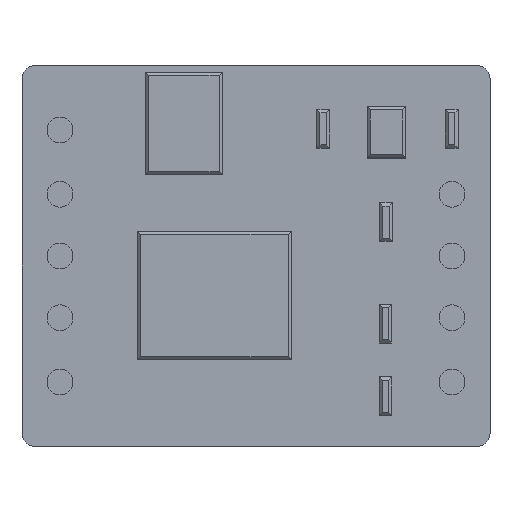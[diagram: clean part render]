
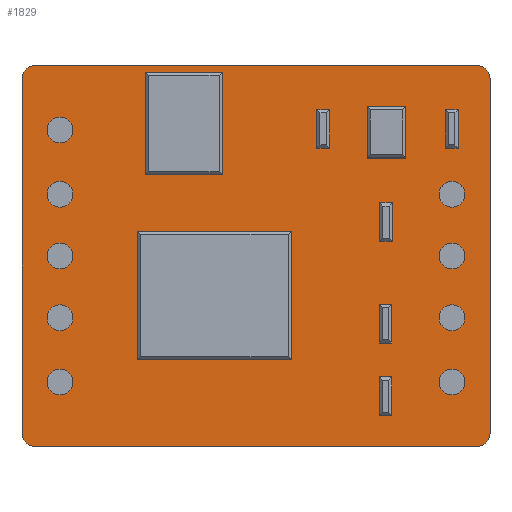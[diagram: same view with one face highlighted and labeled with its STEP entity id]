
A CAD part, top view. The second image highlights one B-rep face of the part: STEP entity #1829.
In plain terms, the highlighted planar face has unit normal (0, 0, 1).
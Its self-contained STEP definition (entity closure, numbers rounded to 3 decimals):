
#67=FACE_BOUND('',#325,.T.);
#68=FACE_BOUND('',#326,.T.);
#69=FACE_BOUND('',#327,.T.);
#70=FACE_BOUND('',#328,.T.);
#71=FACE_BOUND('',#329,.T.);
#72=FACE_BOUND('',#330,.T.);
#73=FACE_BOUND('',#331,.T.);
#74=FACE_BOUND('',#332,.T.);
#75=FACE_BOUND('',#333,.T.);
#81=PLANE('',#2012);
#189=FACE_OUTER_BOUND('',#324,.T.);
#324=EDGE_LOOP('',(#1380,#1381,#1382,#1383,#1384,#1385,#1386,#1387));
#325=EDGE_LOOP('',(#1388));
#326=EDGE_LOOP('',(#1389));
#327=EDGE_LOOP('',(#1390));
#328=EDGE_LOOP('',(#1391));
#329=EDGE_LOOP('',(#1392));
#330=EDGE_LOOP('',(#1393));
#331=EDGE_LOOP('',(#1394));
#332=EDGE_LOOP('',(#1395));
#333=EDGE_LOOP('',(#1396));
#445=LINE('',#2698,#648);
#451=LINE('',#2736,#654);
#454=LINE('',#2744,#657);
#465=LINE('',#2786,#668);
#648=VECTOR('',#2152,10.);
#654=VECTOR('',#2190,10.);
#657=VECTOR('',#2199,10.);
#668=VECTOR('',#2252,10.);
#847=CIRCLE('',#1969,0.5);
#861=CIRCLE('',#1986,0.5);
#862=CIRCLE('',#1989,0.5);
#863=CIRCLE('',#1992,0.5);
#864=CIRCLE('',#1994,0.5);
#865=CIRCLE('',#1996,0.5);
#866=CIRCLE('',#1998,0.5);
#867=CIRCLE('',#2000,0.5);
#868=CIRCLE('',#2002,0.5);
#869=CIRCLE('',#2004,0.5);
#870=CIRCLE('',#2006,0.5);
#871=CIRCLE('',#2008,0.5);
#872=CIRCLE('',#2010,0.5);
#891=VERTEX_POINT('',#2685);
#892=VERTEX_POINT('',#2686);
#896=VERTEX_POINT('',#2696);
#911=VERTEX_POINT('',#2730);
#912=VERTEX_POINT('',#2734);
#913=VERTEX_POINT('',#2738);
#914=VERTEX_POINT('',#2742);
#915=VERTEX_POINT('',#2746);
#916=VERTEX_POINT('',#2750);
#917=VERTEX_POINT('',#2754);
#918=VERTEX_POINT('',#2758);
#919=VERTEX_POINT('',#2762);
#920=VERTEX_POINT('',#2766);
#921=VERTEX_POINT('',#2770);
#922=VERTEX_POINT('',#2774);
#923=VERTEX_POINT('',#2778);
#924=VERTEX_POINT('',#2782);
#1048=EDGE_CURVE('',#891,#892,#847,.T.);
#1054=EDGE_CURVE('',#891,#896,#445,.T.);
#1070=EDGE_CURVE('',#911,#896,#861,.T.);
#1073=EDGE_CURVE('',#911,#912,#451,.T.);
#1074=EDGE_CURVE('',#913,#912,#862,.T.);
#1077=EDGE_CURVE('',#913,#914,#454,.T.);
#1078=EDGE_CURVE('',#915,#914,#863,.T.);
#1080=EDGE_CURVE('',#916,#916,#864,.T.);
#1082=EDGE_CURVE('',#917,#917,#865,.T.);
#1084=EDGE_CURVE('',#918,#918,#866,.T.);
#1086=EDGE_CURVE('',#919,#919,#867,.T.);
#1088=EDGE_CURVE('',#920,#920,#868,.T.);
#1090=EDGE_CURVE('',#921,#921,#869,.T.);
#1092=EDGE_CURVE('',#922,#922,#870,.T.);
#1094=EDGE_CURVE('',#923,#923,#871,.T.);
#1096=EDGE_CURVE('',#924,#924,#872,.T.);
#1098=EDGE_CURVE('',#915,#892,#465,.T.);
#1380=ORIENTED_EDGE('',*,*,#1048,.F.);
#1381=ORIENTED_EDGE('',*,*,#1054,.T.);
#1382=ORIENTED_EDGE('',*,*,#1070,.F.);
#1383=ORIENTED_EDGE('',*,*,#1073,.T.);
#1384=ORIENTED_EDGE('',*,*,#1074,.F.);
#1385=ORIENTED_EDGE('',*,*,#1077,.T.);
#1386=ORIENTED_EDGE('',*,*,#1078,.F.);
#1387=ORIENTED_EDGE('',*,*,#1098,.T.);
#1388=ORIENTED_EDGE('',*,*,#1096,.T.);
#1389=ORIENTED_EDGE('',*,*,#1094,.T.);
#1390=ORIENTED_EDGE('',*,*,#1092,.T.);
#1391=ORIENTED_EDGE('',*,*,#1090,.T.);
#1392=ORIENTED_EDGE('',*,*,#1088,.T.);
#1393=ORIENTED_EDGE('',*,*,#1086,.T.);
#1394=ORIENTED_EDGE('',*,*,#1084,.T.);
#1395=ORIENTED_EDGE('',*,*,#1082,.T.);
#1396=ORIENTED_EDGE('',*,*,#1080,.T.);
#1829=ADVANCED_FACE('',(#189,#67,#68,#69,#70,#71,#72,#73,#74,#75),#81,.T.);
#1969=AXIS2_PLACEMENT_3D('',#2687,#2142,#2143);
#1986=AXIS2_PLACEMENT_3D('',#2731,#2184,#2185);
#1989=AXIS2_PLACEMENT_3D('',#2739,#2193,#2194);
#1992=AXIS2_PLACEMENT_3D('',#2747,#2202,#2203);
#1994=AXIS2_PLACEMENT_3D('',#2751,#2207,#2208);
#1996=AXIS2_PLACEMENT_3D('',#2755,#2212,#2213);
#1998=AXIS2_PLACEMENT_3D('',#2759,#2217,#2218);
#2000=AXIS2_PLACEMENT_3D('',#2763,#2222,#2223);
#2002=AXIS2_PLACEMENT_3D('',#2767,#2227,#2228);
#2004=AXIS2_PLACEMENT_3D('',#2771,#2232,#2233);
#2006=AXIS2_PLACEMENT_3D('',#2775,#2237,#2238);
#2008=AXIS2_PLACEMENT_3D('',#2779,#2242,#2243);
#2010=AXIS2_PLACEMENT_3D('',#2783,#2247,#2248);
#2012=AXIS2_PLACEMENT_3D('',#2787,#2253,#2254);
#2142=DIRECTION('center_axis',(0.,0.,-1.));
#2143=DIRECTION('ref_axis',(0.707,0.707,0.));
#2152=DIRECTION('',(-1.,0.,0.));
#2184=DIRECTION('center_axis',(0.,0.,-1.));
#2185=DIRECTION('ref_axis',(-0.707,0.707,0.));
#2190=DIRECTION('',(0.,-1.,0.));
#2193=DIRECTION('center_axis',(0.,0.,-1.));
#2194=DIRECTION('ref_axis',(-0.707,-0.707,0.));
#2199=DIRECTION('',(1.,0.,0.));
#2202=DIRECTION('center_axis',(0.,0.,-1.));
#2203=DIRECTION('ref_axis',(0.707,-0.707,0.));
#2207=DIRECTION('center_axis',(0.,0.,-1.));
#2208=DIRECTION('ref_axis',(1.,0.,0.));
#2212=DIRECTION('center_axis',(0.,0.,-1.));
#2213=DIRECTION('ref_axis',(1.,0.,0.));
#2217=DIRECTION('center_axis',(0.,0.,-1.));
#2218=DIRECTION('ref_axis',(1.,0.,0.));
#2222=DIRECTION('center_axis',(0.,0.,-1.));
#2223=DIRECTION('ref_axis',(1.,0.,0.));
#2227=DIRECTION('center_axis',(0.,0.,-1.));
#2228=DIRECTION('ref_axis',(1.,0.,0.));
#2232=DIRECTION('center_axis',(0.,0.,-1.));
#2233=DIRECTION('ref_axis',(1.,0.,0.));
#2237=DIRECTION('center_axis',(0.,0.,-1.));
#2238=DIRECTION('ref_axis',(1.,0.,0.));
#2242=DIRECTION('center_axis',(0.,0.,-1.));
#2243=DIRECTION('ref_axis',(1.,0.,0.));
#2247=DIRECTION('center_axis',(0.,0.,-1.));
#2248=DIRECTION('ref_axis',(1.,0.,0.));
#2252=DIRECTION('',(0.,1.,0.));
#2253=DIRECTION('center_axis',(0.,0.,1.));
#2254=DIRECTION('ref_axis',(1.,0.,0.));
#2685=CARTESIAN_POINT('',(17.7,14.8,1.));
#2686=CARTESIAN_POINT('',(18.2,14.3,1.));
#2687=CARTESIAN_POINT('Origin',(17.7,14.3,1.));
#2696=CARTESIAN_POINT('',(0.5,14.8,1.));
#2698=CARTESIAN_POINT('',(18.2,14.8,1.));
#2730=CARTESIAN_POINT('',(0.,14.3,1.));
#2731=CARTESIAN_POINT('Origin',(0.5,14.3,1.));
#2734=CARTESIAN_POINT('',(0.,0.5,1.));
#2736=CARTESIAN_POINT('',(0.,14.8,1.));
#2738=CARTESIAN_POINT('',(0.5,0.,1.));
#2739=CARTESIAN_POINT('Origin',(0.5,0.5,1.));
#2742=CARTESIAN_POINT('',(17.7,0.,1.));
#2744=CARTESIAN_POINT('',(0.,0.,1.));
#2746=CARTESIAN_POINT('',(18.2,0.5,1.));
#2747=CARTESIAN_POINT('Origin',(17.7,0.5,1.));
#2750=CARTESIAN_POINT('',(16.22,5.,1.));
#2751=CARTESIAN_POINT('Origin',(16.72,5.,1.));
#2754=CARTESIAN_POINT('',(0.98,12.3,1.));
#2755=CARTESIAN_POINT('Origin',(1.48,12.3,1.));
#2758=CARTESIAN_POINT('',(0.98,2.5,1.));
#2759=CARTESIAN_POINT('Origin',(1.48,2.5,1.));
#2762=CARTESIAN_POINT('',(16.22,2.5,1.));
#2763=CARTESIAN_POINT('Origin',(16.72,2.5,1.));
#2766=CARTESIAN_POINT('',(16.22,9.8,1.));
#2767=CARTESIAN_POINT('Origin',(16.72,9.8,1.));
#2770=CARTESIAN_POINT('',(0.98,7.4,1.));
#2771=CARTESIAN_POINT('Origin',(1.48,7.4,1.));
#2774=CARTESIAN_POINT('',(0.98,5.,1.));
#2775=CARTESIAN_POINT('Origin',(1.48,5.,1.));
#2778=CARTESIAN_POINT('',(16.22,7.4,1.));
#2779=CARTESIAN_POINT('Origin',(16.72,7.4,1.));
#2782=CARTESIAN_POINT('',(0.98,9.8,1.));
#2783=CARTESIAN_POINT('Origin',(1.48,9.8,1.));
#2786=CARTESIAN_POINT('',(18.2,0.,1.));
#2787=CARTESIAN_POINT('Origin',(9.1,7.4,1.));
